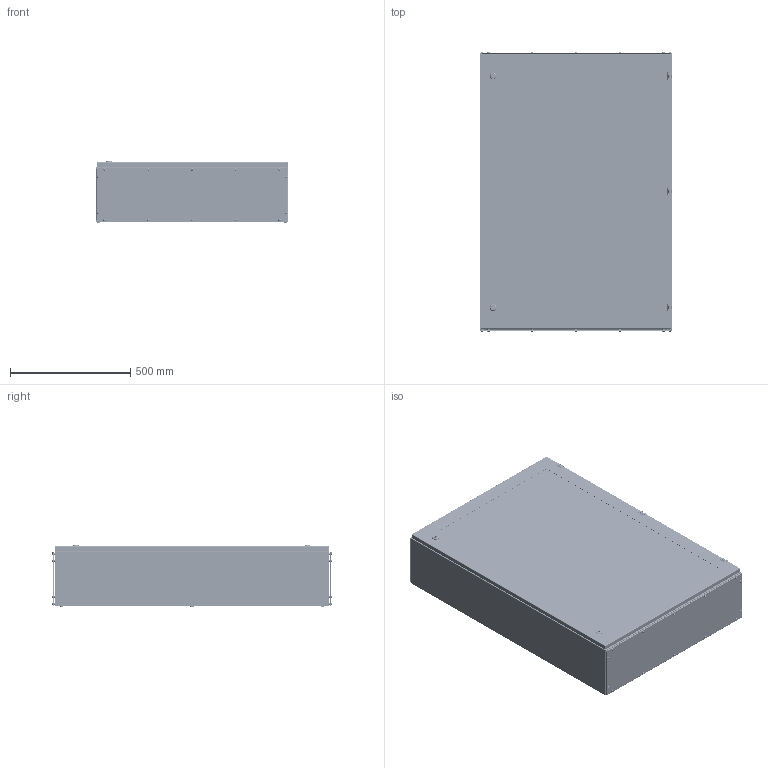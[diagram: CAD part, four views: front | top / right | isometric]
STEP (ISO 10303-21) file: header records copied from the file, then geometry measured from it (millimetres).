
FILE_DESCRIPTION (( 'STEP AP214' ), '1' );
FILE_NAME ('12.080.115.25.STEP', '2024-06-13T08:27:15', ( '' ), ( '' ), 'SwSTEP 2.0', 'SolidWorks 2021', '' );
FILE_SCHEMA (( 'AUTOMOTIVE_DESIGN' ));
Length unit declared in the file: millimetre
Products named in the file (30): Êàðêàñ øêàôà W800H1150D250; Ãàéêà M6 DIN6923.step; 8SJ_S1B_0001.stp; SW6X8.stp; Øïèëüêà ïðèâàðíàÿ Ì6õ15; 嵑謺麃 檐; Ãàñêåòèíã W800H1150; Ïðîêëàäêà êðûøêè W800D250; 署赅 W800D250; Øïèëüêà ïðèâàðíàÿ Ì6õ10; 8SJ_MS705_0510.stp; 栺樏鋋 W800H1150; Êîðïóñ øêàôà W800H1150D250; 砑鳧罻 H1150; Áîëò Ì6õ10 ñ øåñòèãðàííîé ãîëîâêîé ñ ïðåññøàéáîé; 417.811; Ñòåêëÿííàÿ äâåðü ÑÁ W800H1150; 8SJ_MS705-1_0040.stp; Ïåðåìû÷êà êàðêàñà W800; Âèíò DIN 967 Ì5õ16 ñ ïîëóêðóãëîé ãîëîâêîé ñ êðåñòîîáðàçíûì øëèöåì; 砑鳧罻 W800; 8SJ_MS705_0010.stp; Ãàéêà M8 DIN6923.step; ﾇ瑟鶴 ﾀﾑ ms1000-3M.stp; 8SJ_MS705_0760.stp; Øïèëüêà ïðèâàðíàÿ Ì8õ25; ﾄ粢鮱 W800H1150; Çàêëåïêà ðåçüáîâàÿ Ì8 øåñòèãðàííàÿ ñ óìåíüøåííûì áîðòîì; 12.080.115.25; Çàêëåïêà ðåçüáîâàÿ Ì5 øåñòèãðàííàÿ ñ óìåíüøåííûì áîðòîì
Assembly tree (141 placements, depth 4):
  12.080.115.25
    Êàðêàñ øêàôà W800H1150D250
      Êîðïóñ øêàôà W800H1150D250
      Ïåðåìû÷êà êàðêàñà W800  x2
      Øïèëüêà ïðèâàðíàÿ Ì6õ15  x8
      Øïèëüêà ïðèâàðíàÿ Ì8õ25  x6
    署赅 W800D250  x2
    Ïðîêëàäêà êðûøêè W800D250  x2
    Ñòåêëÿííàÿ äâåðü ÑÁ W800H1150
      ﾄ粢鮱 W800H1150
      Ãàñêåòèíã W800H1150
      ﾇ瑟鶴 ﾀﾑ ms1000-3M.stp  x2
        8SJ_MS705_0010.stp
        8SJ_MS705_0510.stp
        8SJ_MS705_0760.stp
        8SJ_S1B_0001.stp
        8SJ_MS705-1_0040.stp
        SW6X8.stp
      Øïèëüêà ïðèâàðíàÿ Ì6õ10  x14
      栺樏鋋 W800H1150
      Ãàéêà M6 DIN6923.step  x14
      砑鳧罻 H1150  x2
      砑鳧罻 W800  x2
    嵑謺麃 檐  x3
    Áîëò Ì6õ10 ñ øåñòèãðàííîé ãîëîâêîé ñ ïðåññøàéáîé  x3
    Çàêëåïêà ðåçüáîâàÿ Ì5 øåñòèãðàííàÿ ñ óìåíüøåííûì áîðòîì  x28
    Âèíò DIN 967 Ì5õ16 ñ ïîëóêðóãëîé ãîëîâêîé ñ êðåñòîîáðàçíûì øëèöåì  x28
    Çàêëåïêà ðåçüáîâàÿ Ì8 øåñòèãðàííàÿ ñ óìåíüøåííûì áîðòîì  x6
    417.811
    Ãàéêà M8 DIN6923.step  x6
Bounding box: 800 x 1165.11 x 254.65 mm (x, y, z)
Volume: 7165371.6 mm3; surface area: 8572835.8 mm2
Topology: 143 solids, 155 shells, 7345 faces, 18545 edges, 11573 vertices
Faces by surface type: plane 2976, cylinder 2477, bspline 746, cone 554, torus 424, sphere 168
Entity records: 92740 total; most frequent: CARTESIAN_POINT 44757, ORIENTED_EDGE 10206, DIRECTION 8642, EDGE_CURVE 5109, VERTEX_POINT 3153, AXIS2_PLACEMENT_3D 2906, VECTOR 2830, LINE 2830
